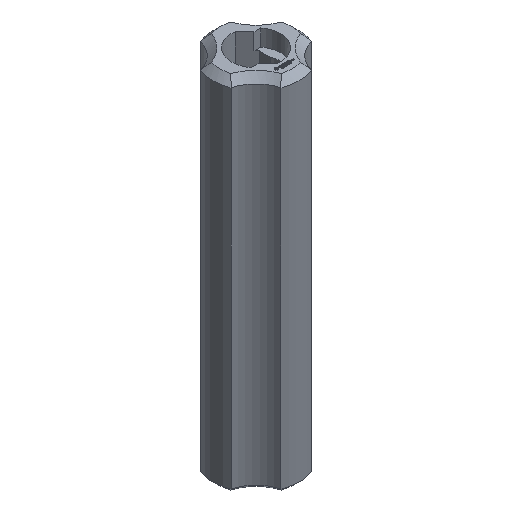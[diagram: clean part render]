
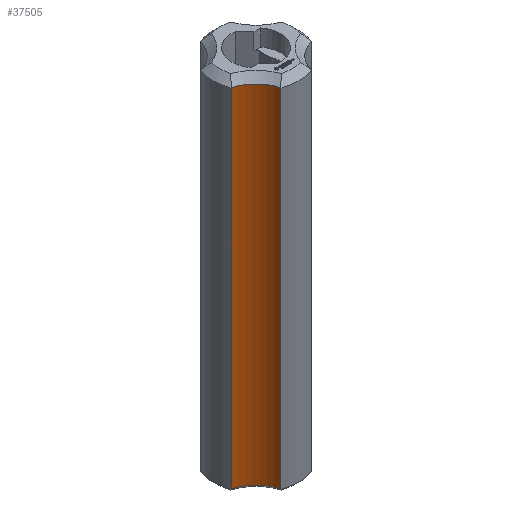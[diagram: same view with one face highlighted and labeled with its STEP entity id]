
A CAD part, isometric view. The second image highlights one B-rep face of the part: STEP entity #37505.
In plain terms, the highlighted cylindrical face has radius 5 mm (diameter 10 mm), a partial arc.
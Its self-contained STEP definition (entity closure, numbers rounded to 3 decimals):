
#34085 = CONICAL_SURFACE('',#34086,5.5,0.785);
#34086 = AXIS2_PLACEMENT_3D('',#34087,#34088,#34089);
#34087 = CARTESIAN_POINT('',(-7.071,-7.071,51.375));
#34088 = DIRECTION('',(0.,0.,1.));
#34089 = DIRECTION('',(0.969,0.246,-0.));
#35030 = CONICAL_SURFACE('',#35031,5.25,0.785);
#35031 = AXIS2_PLACEMENT_3D('',#35032,#35033,#35034);
#35032 = CARTESIAN_POINT('',(-7.071,-7.071,0.25));
#35033 = DIRECTION('',(0.,0.,-1.));
#35034 = DIRECTION('',(0.969,0.246,0.));
#35560 = VERTEX_POINT('',#35561);
#35561 = CARTESIAN_POINT('',(-5.841,-2.225,0.5));
#35596 = CYLINDRICAL_SURFACE('',#35597,6.25);
#35597 = AXIS2_PLACEMENT_3D('',#35598,#35599,#35600);
#35598 = CARTESIAN_POINT('',(0.,0.,0.));
#35599 = DIRECTION('',(0.,0.,1.));
#35600 = DIRECTION('',(-0.934,0.356,0.));
#35613 = EDGE_CURVE('',#35614,#35560,#35616,.T.);
#35614 = VERTEX_POINT('',#35615);
#35615 = CARTESIAN_POINT('',(-2.225,-5.841,0.5));
#35616 = SURFACE_CURVE('',#35617,(#35622,#35629),.PCURVE_S1.);
#35617 = CIRCLE('',#35618,5.);
#35618 = AXIS2_PLACEMENT_3D('',#35619,#35620,#35621);
#35619 = CARTESIAN_POINT('',(-7.071,-7.071,0.5));
#35620 = DIRECTION('',(0.,0.,1.));
#35621 = DIRECTION('',(0.969,0.246,-0.));
#35622 = PCURVE('',#35030,#35623);
#35623 = DEFINITIONAL_REPRESENTATION('',(#35624),#35628);
#35624 = LINE('',#35625,#35626);
#35625 = CARTESIAN_POINT('',(6.283,-0.25));
#35626 = VECTOR('',#35627,1.);
#35627 = DIRECTION('',(-1.,0.));
#35628 = ( GEOMETRIC_REPRESENTATION_CONTEXT(2) 
PARAMETRIC_REPRESENTATION_CONTEXT() REPRESENTATION_CONTEXT('2D SPACE',''
  ) );
#35629 = PCURVE('',#35630,#35635);
#35630 = CYLINDRICAL_SURFACE('',#35631,5.);
#35631 = AXIS2_PLACEMENT_3D('',#35632,#35633,#35634);
#35632 = CARTESIAN_POINT('',(-7.071,-7.071,0.));
#35633 = DIRECTION('',(0.,0.,1.));
#35634 = DIRECTION('',(0.969,0.246,-0.));
#35635 = DEFINITIONAL_REPRESENTATION('',(#35636),#35640);
#35636 = LINE('',#35637,#35638);
#35637 = CARTESIAN_POINT('',(0.,0.5));
#35638 = VECTOR('',#35639,1.);
#35639 = DIRECTION('',(1.,0.));
#35640 = ( GEOMETRIC_REPRESENTATION_CONTEXT(2) 
PARAMETRIC_REPRESENTATION_CONTEXT() REPRESENTATION_CONTEXT('2D SPACE',''
  ) );
#35683 = CYLINDRICAL_SURFACE('',#35684,6.25);
#35684 = AXIS2_PLACEMENT_3D('',#35685,#35686,#35687);
#35685 = CARTESIAN_POINT('',(0.,0.,0.));
#35686 = DIRECTION('',(0.,0.,1.));
#35687 = DIRECTION('',(-0.356,-0.934,0.));
#36737 = VERTEX_POINT('',#36738);
#36738 = CARTESIAN_POINT('',(-2.225,-5.841,50.875));
#36896 = EDGE_CURVE('',#36897,#36737,#36899,.T.);
#36897 = VERTEX_POINT('',#36898);
#36898 = CARTESIAN_POINT('',(-5.841,-2.225,50.875));
#36899 = SURFACE_CURVE('',#36900,(#36905,#36912),.PCURVE_S1.);
#36900 = CIRCLE('',#36901,5.);
#36901 = AXIS2_PLACEMENT_3D('',#36902,#36903,#36904);
#36902 = CARTESIAN_POINT('',(-7.071,-7.071,50.875));
#36903 = DIRECTION('',(0.,0.,-1.));
#36904 = DIRECTION('',(0.969,0.246,0.));
#36905 = PCURVE('',#34085,#36906);
#36906 = DEFINITIONAL_REPRESENTATION('',(#36907),#36911);
#36907 = LINE('',#36908,#36909);
#36908 = CARTESIAN_POINT('',(6.283,-0.5));
#36909 = VECTOR('',#36910,1.);
#36910 = DIRECTION('',(-1.,0.));
#36911 = ( GEOMETRIC_REPRESENTATION_CONTEXT(2) 
PARAMETRIC_REPRESENTATION_CONTEXT() REPRESENTATION_CONTEXT('2D SPACE',''
  ) );
#36912 = PCURVE('',#35630,#36913);
#36913 = DEFINITIONAL_REPRESENTATION('',(#36914),#36918);
#36914 = LINE('',#36915,#36916);
#36915 = CARTESIAN_POINT('',(6.283,50.875));
#36916 = VECTOR('',#36917,1.);
#36917 = DIRECTION('',(-1.,0.));
#36918 = ( GEOMETRIC_REPRESENTATION_CONTEXT(2) 
PARAMETRIC_REPRESENTATION_CONTEXT() REPRESENTATION_CONTEXT('2D SPACE',''
  ) );
#37404 = EDGE_CURVE('',#35614,#36737,#37405,.T.);
#37405 = SURFACE_CURVE('',#37406,(#37410,#37417),.PCURVE_S1.);
#37406 = LINE('',#37407,#37408);
#37407 = CARTESIAN_POINT('',(-2.225,-5.841,0.));
#37408 = VECTOR('',#37409,1.);
#37409 = DIRECTION('',(0.,0.,1.));
#37410 = PCURVE('',#35683,#37411);
#37411 = DEFINITIONAL_REPRESENTATION('',(#37412),#37416);
#37412 = LINE('',#37413,#37414);
#37413 = CARTESIAN_POINT('',(0.,0.));
#37414 = VECTOR('',#37415,1.);
#37415 = DIRECTION('',(0.,1.));
#37416 = ( GEOMETRIC_REPRESENTATION_CONTEXT(2) 
PARAMETRIC_REPRESENTATION_CONTEXT() REPRESENTATION_CONTEXT('2D SPACE',''
  ) );
#37417 = PCURVE('',#35630,#37418);
#37418 = DEFINITIONAL_REPRESENTATION('',(#37419),#37423);
#37419 = LINE('',#37420,#37421);
#37420 = CARTESIAN_POINT('',(0.,0.));
#37421 = VECTOR('',#37422,1.);
#37422 = DIRECTION('',(0.,1.));
#37423 = ( GEOMETRIC_REPRESENTATION_CONTEXT(2) 
PARAMETRIC_REPRESENTATION_CONTEXT() REPRESENTATION_CONTEXT('2D SPACE',''
  ) );
#37505 = ADVANCED_FACE('',(#37506),#35630,.F.);
#37506 = FACE_BOUND('',#37507,.F.);
#37507 = EDGE_LOOP('',(#37508,#37529,#37530,#37531));
#37508 = ORIENTED_EDGE('',*,*,#37509,.T.);
#37509 = EDGE_CURVE('',#35560,#36897,#37510,.T.);
#37510 = SURFACE_CURVE('',#37511,(#37515,#37522),.PCURVE_S1.);
#37511 = LINE('',#37512,#37513);
#37512 = CARTESIAN_POINT('',(-5.841,-2.225,0.));
#37513 = VECTOR('',#37514,1.);
#37514 = DIRECTION('',(0.,0.,1.));
#37515 = PCURVE('',#35630,#37516);
#37516 = DEFINITIONAL_REPRESENTATION('',(#37517),#37521);
#37517 = LINE('',#37518,#37519);
#37518 = CARTESIAN_POINT('',(1.074,0.));
#37519 = VECTOR('',#37520,1.);
#37520 = DIRECTION('',(0.,1.));
#37521 = ( GEOMETRIC_REPRESENTATION_CONTEXT(2) 
PARAMETRIC_REPRESENTATION_CONTEXT() REPRESENTATION_CONTEXT('2D SPACE',''
  ) );
#37522 = PCURVE('',#35596,#37523);
#37523 = DEFINITIONAL_REPRESENTATION('',(#37524),#37528);
#37524 = LINE('',#37525,#37526);
#37525 = CARTESIAN_POINT('',(0.728,0.));
#37526 = VECTOR('',#37527,1.);
#37527 = DIRECTION('',(0.,1.));
#37528 = ( GEOMETRIC_REPRESENTATION_CONTEXT(2) 
PARAMETRIC_REPRESENTATION_CONTEXT() REPRESENTATION_CONTEXT('2D SPACE',''
  ) );
#37529 = ORIENTED_EDGE('',*,*,#36896,.T.);
#37530 = ORIENTED_EDGE('',*,*,#37404,.F.);
#37531 = ORIENTED_EDGE('',*,*,#35613,.T.);
